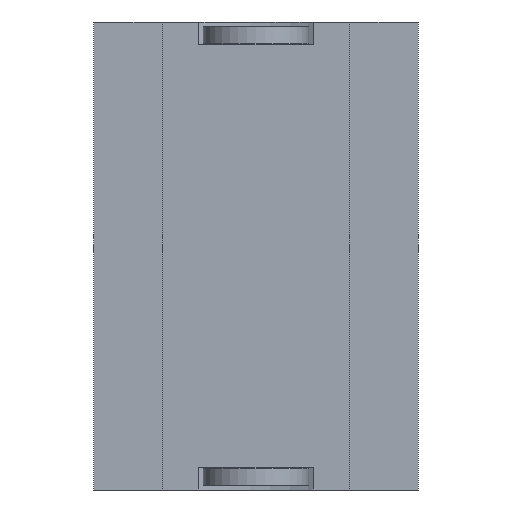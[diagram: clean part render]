
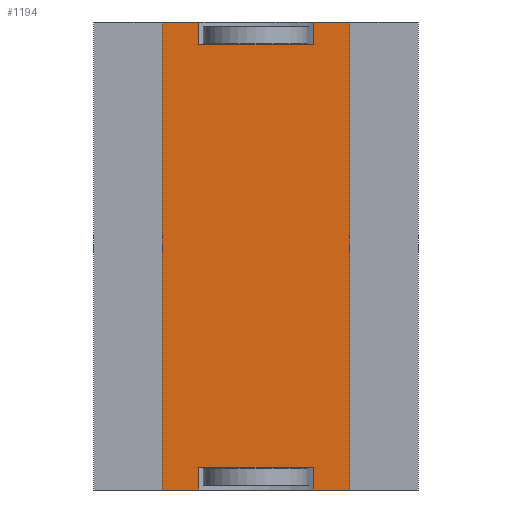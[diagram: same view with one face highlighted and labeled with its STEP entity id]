
A CAD part, front view. The second image highlights one B-rep face of the part: STEP entity #1194.
In plain terms, the highlighted planar face has unit normal (0, -1, 0).
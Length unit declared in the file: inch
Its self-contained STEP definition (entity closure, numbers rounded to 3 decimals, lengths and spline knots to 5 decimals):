
#53=PLANE('',#1283);
#94=FACE_OUTER_BOUND('',#161,.T.);
#161=EDGE_LOOP('',(#812,#813,#814,#815,#816,#817,#818,#819,#820,#821,#822,
#823));
#232=LINE('',#1760,#343);
#233=LINE('',#1762,#344);
#234=LINE('',#1764,#345);
#235=LINE('',#1766,#346);
#236=LINE('',#1768,#347);
#237=LINE('',#1770,#348);
#238=LINE('',#1772,#349);
#239=LINE('',#1774,#350);
#240=LINE('',#1776,#351);
#241=LINE('',#1778,#352);
#242=LINE('',#1780,#353);
#243=LINE('',#1781,#354);
#343=VECTOR('',#1414,39.37008);
#344=VECTOR('',#1415,39.37008);
#345=VECTOR('',#1416,39.37008);
#346=VECTOR('',#1417,39.37008);
#347=VECTOR('',#1418,39.37008);
#348=VECTOR('',#1419,39.37008);
#349=VECTOR('',#1420,39.37008);
#350=VECTOR('',#1421,39.37008);
#351=VECTOR('',#1422,39.37008);
#352=VECTOR('',#1423,39.37008);
#353=VECTOR('',#1424,39.37008);
#354=VECTOR('',#1425,39.37008);
#503=VERTEX_POINT('',#1758);
#504=VERTEX_POINT('',#1759);
#505=VERTEX_POINT('',#1761);
#506=VERTEX_POINT('',#1763);
#507=VERTEX_POINT('',#1765);
#508=VERTEX_POINT('',#1767);
#509=VERTEX_POINT('',#1769);
#510=VERTEX_POINT('',#1771);
#511=VERTEX_POINT('',#1773);
#512=VERTEX_POINT('',#1775);
#513=VERTEX_POINT('',#1777);
#514=VERTEX_POINT('',#1779);
#626=EDGE_CURVE('',#503,#504,#232,.T.);
#627=EDGE_CURVE('',#504,#505,#233,.T.);
#628=EDGE_CURVE('',#505,#506,#234,.T.);
#629=EDGE_CURVE('',#506,#507,#235,.T.);
#630=EDGE_CURVE('',#508,#507,#236,.T.);
#631=EDGE_CURVE('',#509,#508,#237,.T.);
#632=EDGE_CURVE('',#510,#509,#238,.T.);
#633=EDGE_CURVE('',#510,#511,#239,.T.);
#634=EDGE_CURVE('',#512,#511,#240,.T.);
#635=EDGE_CURVE('',#513,#512,#241,.T.);
#636=EDGE_CURVE('',#513,#514,#242,.T.);
#637=EDGE_CURVE('',#503,#514,#243,.T.);
#812=ORIENTED_EDGE('',*,*,#626,.T.);
#813=ORIENTED_EDGE('',*,*,#627,.T.);
#814=ORIENTED_EDGE('',*,*,#628,.T.);
#815=ORIENTED_EDGE('',*,*,#629,.T.);
#816=ORIENTED_EDGE('',*,*,#630,.F.);
#817=ORIENTED_EDGE('',*,*,#631,.F.);
#818=ORIENTED_EDGE('',*,*,#632,.F.);
#819=ORIENTED_EDGE('',*,*,#633,.T.);
#820=ORIENTED_EDGE('',*,*,#634,.F.);
#821=ORIENTED_EDGE('',*,*,#635,.F.);
#822=ORIENTED_EDGE('',*,*,#636,.T.);
#823=ORIENTED_EDGE('',*,*,#637,.F.);
#1194=ADVANCED_FACE('',(#94),#53,.T.);
#1283=AXIS2_PLACEMENT_3D('',#1757,#1412,#1413);
#1412=DIRECTION('center_axis',(0.,-1.,0.));
#1413=DIRECTION('ref_axis',(1.,0.,0.));
#1414=DIRECTION('',(1.,0.,0.));
#1415=DIRECTION('',(0.,0.,-1.));
#1416=DIRECTION('',(1.,0.,0.));
#1417=DIRECTION('',(0.,0.,1.));
#1418=DIRECTION('',(1.,0.,0.));
#1419=DIRECTION('',(0.,0.,1.));
#1420=DIRECTION('',(1.,0.,0.));
#1421=DIRECTION('',(0.,0.,1.));
#1422=DIRECTION('',(1.,0.,0.));
#1423=DIRECTION('',(0.,0.,1.));
#1424=DIRECTION('',(1.,0.,0.));
#1425=DIRECTION('',(0.,0.,-1.));
#1757=CARTESIAN_POINT('Origin',(-0.0425,-0.082,-0.206));
#1758=CARTESIAN_POINT('',(-0.02592,-0.082,-0.196));
#1759=CARTESIAN_POINT('',(0.02592,-0.082,-0.196));
#1760=CARTESIAN_POINT('',(-0.02592,-0.082,-0.196));
#1761=CARTESIAN_POINT('',(0.02592,-0.082,-0.206));
#1762=CARTESIAN_POINT('',(0.02592,-0.082,-0.196));
#1763=CARTESIAN_POINT('',(0.0425,-0.082,-0.206));
#1764=CARTESIAN_POINT('',(-0.0425,-0.082,-0.206));
#1765=CARTESIAN_POINT('',(0.0425,-0.082,0.006));
#1766=CARTESIAN_POINT('',(0.0425,-0.082,-0.206));
#1767=CARTESIAN_POINT('',(0.02592,-0.082,0.006));
#1768=CARTESIAN_POINT('',(-0.0425,-0.082,0.006));
#1769=CARTESIAN_POINT('',(0.02592,-0.082,-0.004));
#1770=CARTESIAN_POINT('',(0.02592,-0.082,-0.004));
#1771=CARTESIAN_POINT('',(-0.02592,-0.082,-0.004));
#1772=CARTESIAN_POINT('',(-0.02592,-0.082,-0.004));
#1773=CARTESIAN_POINT('',(-0.02592,-0.082,0.006));
#1774=CARTESIAN_POINT('',(-0.02592,-0.082,-0.004));
#1775=CARTESIAN_POINT('',(-0.0425,-0.082,0.006));
#1776=CARTESIAN_POINT('',(-0.0425,-0.082,0.006));
#1777=CARTESIAN_POINT('',(-0.0425,-0.082,-0.206));
#1778=CARTESIAN_POINT('',(-0.0425,-0.082,-0.206));
#1779=CARTESIAN_POINT('',(-0.02592,-0.082,-0.206));
#1780=CARTESIAN_POINT('',(-0.0425,-0.082,-0.206));
#1781=CARTESIAN_POINT('',(-0.02592,-0.082,-0.196));
